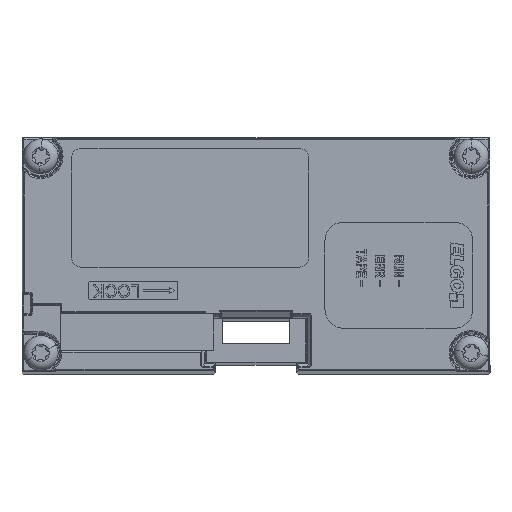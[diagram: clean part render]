
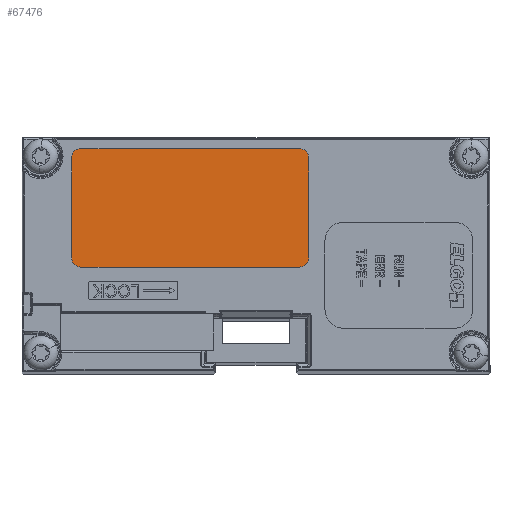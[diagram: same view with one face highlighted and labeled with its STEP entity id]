
A CAD part, top view. The second image highlights one B-rep face of the part: STEP entity #67476.
In plain terms, the highlighted planar face has unit normal (0, 0, 1).
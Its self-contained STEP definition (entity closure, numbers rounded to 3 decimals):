
#3274 = VERTEX_POINT ( 'NONE', #37405 ) ;
#3510 = DIRECTION ( 'NONE',  ( 0., 1., 0. ) ) ;
#3624 = EDGE_CURVE ( 'NONE', #65735, #105494, #32678, .T. ) ;
#3855 = ORIENTED_EDGE ( 'NONE', *, *, #18135, .T. ) ;
#6062 = CARTESIAN_POINT ( 'NONE',  ( 6.95, -0.5, 128. ) ) ;
#6900 = DIRECTION ( 'NONE',  ( 0., 0., 1. ) ) ;
#7665 = AXIS2_PLACEMENT_3D ( 'NONE', #49350, #6900, #41004 ) ;
#9936 = EDGE_CURVE ( 'NONE', #3274, #65735, #27970, .T. ) ;
#13511 = VERTEX_POINT ( 'NONE', #49728 ) ;
#18135 = EDGE_CURVE ( 'NONE', #83059, #29083, #63933, .T. ) ;
#18754 = VECTOR ( 'NONE', #90918, 1000. ) ;
#18820 = CARTESIAN_POINT ( 'NONE',  ( 6.95, -2., 128. ) ) ;
#23421 = AXIS2_PLACEMENT_3D ( 'NONE', #66164, #43300, #100506 ) ;
#24809 = CARTESIAN_POINT ( 'NONE',  ( 8.45, -0.5, 128. ) ) ;
#25627 = CIRCLE ( 'NONE', #88179, 1.5 ) ;
#26303 = DIRECTION ( 'NONE',  ( -1., 0., 0. ) ) ;
#27557 = DIRECTION ( 'NONE',  ( 0., -1., 0. ) ) ;
#27970 = LINE ( 'NONE', #87798, #53794 ) ;
#28865 = ORIENTED_EDGE ( 'NONE', *, *, #93490, .T. ) ;
#29083 = VERTEX_POINT ( 'NONE', #24809 ) ;
#31837 = DIRECTION ( 'NONE',  ( 0., 0., 1. ) ) ;
#32678 = CIRCLE ( 'NONE', #7665, 1.5 ) ;
#37405 = CARTESIAN_POINT ( 'NONE',  ( 6.95, 17., 128. ) ) ;
#37973 = EDGE_CURVE ( 'NONE', #105494, #13511, #78404, .T. ) ;
#41004 = DIRECTION ( 'NONE',  ( 0., 1., 0. ) ) ;
#43300 = DIRECTION ( 'NONE',  ( 0., 0., 1. ) ) ;
#44876 = EDGE_CURVE ( 'NONE', #29083, #89456, #66470, .T. ) ;
#45990 = CARTESIAN_POINT ( 'NONE',  ( -28.05, -0.5, 128. ) ) ;
#48421 = CARTESIAN_POINT ( 'NONE',  ( -28.05, -2., 128. ) ) ;
#49111 = CARTESIAN_POINT ( 'NONE',  ( 6.95, 15.5, 128. ) ) ;
#49350 = CARTESIAN_POINT ( 'NONE',  ( -28.05, 15.5, 128. ) ) ;
#49640 = DIRECTION ( 'NONE',  ( 0., 1., 0. ) ) ;
#49677 = EDGE_LOOP ( 'NONE', ( #3855, #104734, #28865, #64757, #50567, #66917, #87223, #102878 ) ) ;
#49728 = CARTESIAN_POINT ( 'NONE',  ( -29.55, -0.5, 128. ) ) ;
#50567 = ORIENTED_EDGE ( 'NONE', *, *, #3624, .T. ) ;
#51445 = VECTOR ( 'NONE', #99705, 1000. ) ;
#53794 = VECTOR ( 'NONE', #26303, 1000. ) ;
#59953 = FACE_OUTER_BOUND ( 'NONE', #49677, .T. ) ;
#63933 = CIRCLE ( 'NONE', #101582, 1.5 ) ;
#64757 = ORIENTED_EDGE ( 'NONE', *, *, #9936, .T. ) ;
#65735 = VERTEX_POINT ( 'NONE', #95614 ) ;
#66164 = CARTESIAN_POINT ( 'NONE',  ( 6.95, -0.5, 128. ) ) ;
#66470 = LINE ( 'NONE', #100818, #51445 ) ;
#66917 = ORIENTED_EDGE ( 'NONE', *, *, #37973, .T. ) ;
#67476 = ADVANCED_FACE ( 'NONE', ( #59953 ), #93111, .T. ) ;
#68875 = CARTESIAN_POINT ( 'NONE',  ( -29.55, -0.5, 128. ) ) ;
#73246 = CARTESIAN_POINT ( 'NONE',  ( 8.45, 15.5, 128. ) ) ;
#78325 = VERTEX_POINT ( 'NONE', #48421 ) ;
#78404 = LINE ( 'NONE', #68875, #83737 ) ;
#80117 = DIRECTION ( 'NONE',  ( 0., 0., 1. ) ) ;
#82492 = EDGE_CURVE ( 'NONE', #78325, #83059, #91462, .T. ) ;
#83059 = VERTEX_POINT ( 'NONE', #18820 ) ;
#83737 = VECTOR ( 'NONE', #27557, 1000. ) ;
#87223 = ORIENTED_EDGE ( 'NONE', *, *, #109319, .T. ) ;
#87798 = CARTESIAN_POINT ( 'NONE',  ( -28.05, 17., 128. ) ) ;
#88179 = AXIS2_PLACEMENT_3D ( 'NONE', #49111, #31837, #49640 ) ;
#89456 = VERTEX_POINT ( 'NONE', #73246 ) ;
#90918 = DIRECTION ( 'NONE',  ( 1., 0., 0. ) ) ;
#91046 = DIRECTION ( 'NONE',  ( 0., -1., 0. ) ) ;
#91462 = LINE ( 'NONE', #92560, #18754 ) ;
#92560 = CARTESIAN_POINT ( 'NONE',  ( -28.05, -2., 128. ) ) ;
#93111 = PLANE ( 'NONE',  #23421 ) ;
#93490 = EDGE_CURVE ( 'NONE', #89456, #3274, #25627, .T. ) ;
#95614 = CARTESIAN_POINT ( 'NONE',  ( -28.05, 17., 128. ) ) ;
#99705 = DIRECTION ( 'NONE',  ( 0., 1., 0. ) ) ;
#100454 = AXIS2_PLACEMENT_3D ( 'NONE', #45990, #80117, #3510 ) ;
#100506 = DIRECTION ( 'NONE',  ( 0., -1., 0. ) ) ;
#100818 = CARTESIAN_POINT ( 'NONE',  ( 8.45, -0.5, 128. ) ) ;
#101582 = AXIS2_PLACEMENT_3D ( 'NONE', #6062, #102729, #91046 ) ;
#102228 = CIRCLE ( 'NONE', #100454, 1.5 ) ;
#102260 = CARTESIAN_POINT ( 'NONE',  ( -29.55, 15.5, 128. ) ) ;
#102729 = DIRECTION ( 'NONE',  ( 0., 0., 1. ) ) ;
#102878 = ORIENTED_EDGE ( 'NONE', *, *, #82492, .T. ) ;
#104734 = ORIENTED_EDGE ( 'NONE', *, *, #44876, .T. ) ;
#105494 = VERTEX_POINT ( 'NONE', #102260 ) ;
#109319 = EDGE_CURVE ( 'NONE', #13511, #78325, #102228, .T. ) ;
